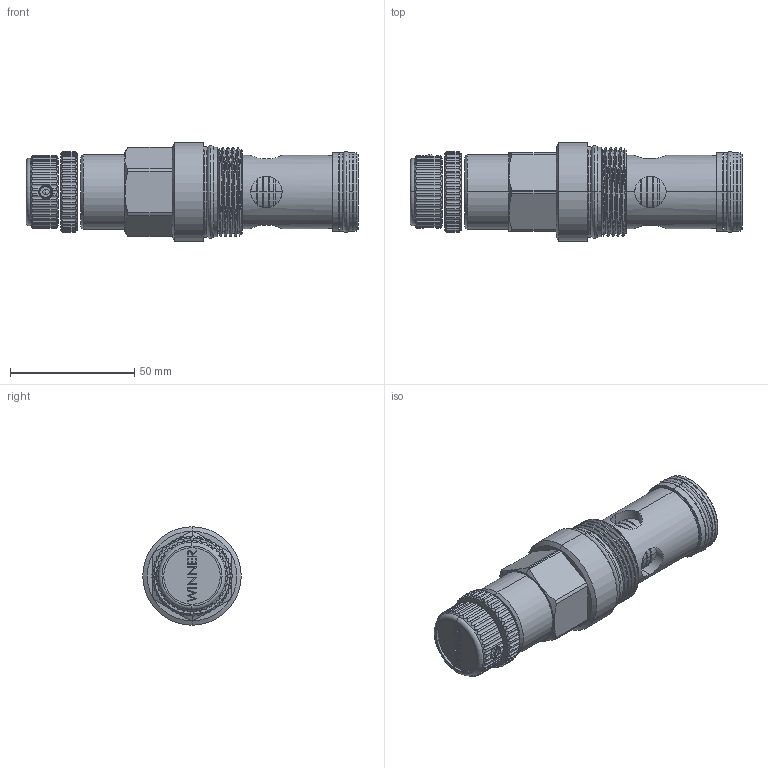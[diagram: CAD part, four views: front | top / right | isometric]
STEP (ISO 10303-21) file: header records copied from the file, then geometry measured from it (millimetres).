
FILE_DESCRIPTION (( 'STEP AP203' ), '1' );
FILE_NAME ('NV16A28-K.STEP', '2016-07-22T01:41:11', ( '' ), ( '' ), 'SwSTEP 2.0', 'SolidWorks 2012', '' );
FILE_SCHEMA (( 'CONFIG_CONTROL_DESIGN' ));
Length unit declared in the file: millimetre
Products named in the file (1): NV16A28-K
Bounding box: 133.44 x 39.6 x 39.6 mm (x, y, z)
Surface area: 24154.4 mm2 (no closed solid volume)
Topology: 0 solids, 17 shells, 430 faces, 1245 edges, 834 vertices
Faces by surface type: cylinder 284, plane 95, cone 26, torus 14, bspline 9, sphere 2
Entity records: 19986 total; most frequent: CARTESIAN_POINT 9039, ORIENTED_EDGE 2342, DIRECTION 2111, EDGE_CURVE 1240, VERTEX_POINT 831, AXIS2_PLACEMENT_3D 790, VECTOR 531, LINE 531
